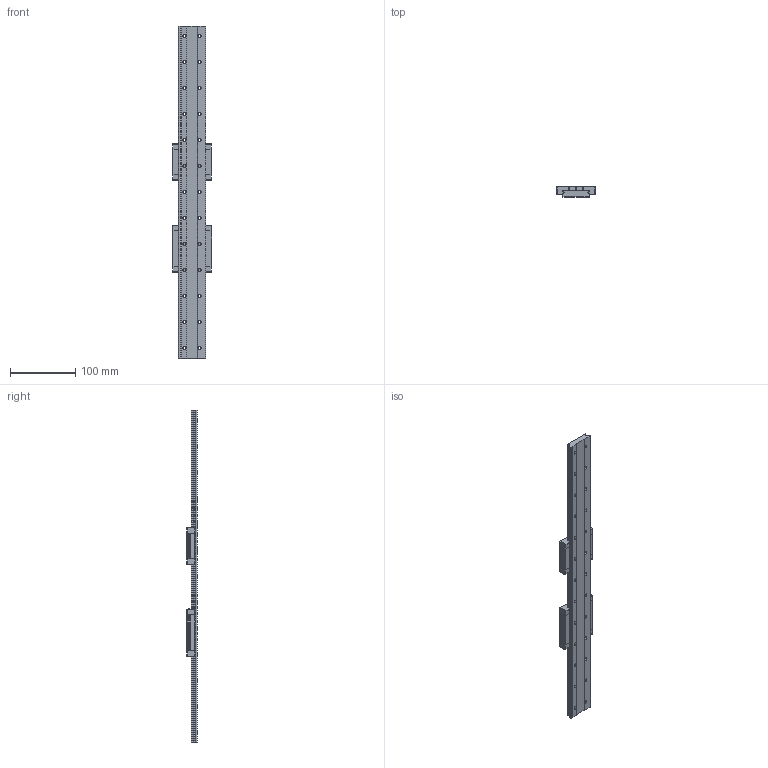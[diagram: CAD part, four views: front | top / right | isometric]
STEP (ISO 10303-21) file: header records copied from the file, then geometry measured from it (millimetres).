
FILE_DESCRIPTION (( 'STEP AP214' ), '1' );
FILE_NAME ('W15-ASS.STEP', '2015-08-05T07:22:12', ( '234' ), ( '' ), 'SwSTEP 2.0', 'SolidWorks 2013', '' );
FILE_SCHEMA (( 'AUTOMOTIVE_DESIGN' ));
Length unit declared in the file: millimetre
Products named in the file (7): W15-RA; WL15-BL; 墾獐お; W15-ES; W15-EP; W15-BL; W15-ASS
Assembly tree (19 placements, depth 2):
  W15-ASS
    W15-BL
    W15-EP  x4
    W15-ES  x4
    墾獐お  x8
    WL15-BL
    W15-RA
Bounding box: 60 x 16 x 510 mm (x, y, z)
Volume: 243643.3 mm3; surface area: 90225.3 mm2
Topology: 19 solids, 19 shells, 798 faces, 2114 edges, 1404 vertices
Faces by surface type: plane 421, cylinder 361, cone 16
Entity records: 12962 total; most frequent: DIRECTION 2328, CARTESIAN_POINT 2166, ORIENTED_EDGE 2096, EDGE_CURVE 1048, AXIS2_PLACEMENT_3D 860, VERTEX_POINT 698, VECTOR 608, LINE 608
